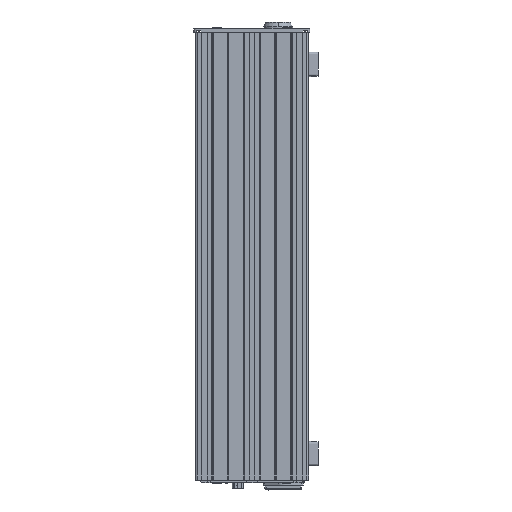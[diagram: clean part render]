
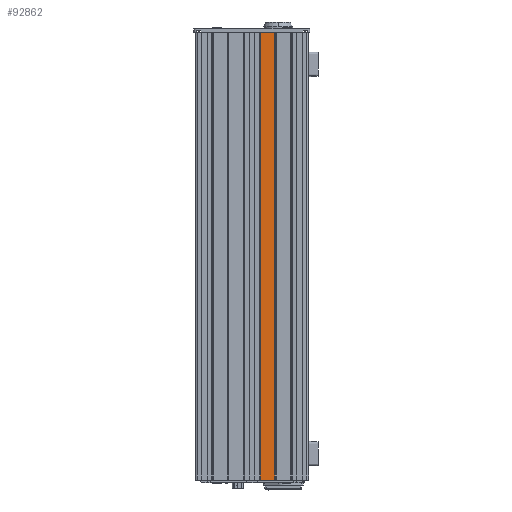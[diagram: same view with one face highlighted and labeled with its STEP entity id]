
A CAD part, left-side view. The second image highlights one B-rep face of the part: STEP entity #92862.
In plain terms, the highlighted planar face has unit normal (-1, 0, 0).
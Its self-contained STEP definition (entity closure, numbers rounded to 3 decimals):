
#3248 = LINE ( 'NONE', #102745, #27958 ) ;
#7491 = CARTESIAN_POINT ( 'NONE',  ( 0.1, 2.47, -340. ) ) ;
#8706 = LINE ( 'NONE', #84418, #118526 ) ;
#9534 = VECTOR ( 'NONE', #36809, 1000. ) ;
#18092 = CARTESIAN_POINT ( 'NONE',  ( 0.1, 37.52, 0. ) ) ;
#22625 = DIRECTION ( 'NONE',  ( 0., 1., 0. ) ) ;
#23466 = CARTESIAN_POINT ( 'NONE',  ( 0.1, 26.52, -340. ) ) ;
#23772 = DIRECTION ( 'NONE',  ( 0., 0., 1. ) ) ;
#27958 = VECTOR ( 'NONE', #112998, 1000. ) ;
#36809 = DIRECTION ( 'NONE',  ( 0., 0., 1. ) ) ;
#40679 = VERTEX_POINT ( 'NONE', #57044 ) ;
#46806 = ORIENTED_EDGE ( 'NONE', *, *, #85068, .T. ) ;
#57044 = CARTESIAN_POINT ( 'NONE',  ( 0.1, 26.52, -340. ) ) ;
#58072 = EDGE_CURVE ( 'NONE', #80798, #63474, #72760, .T. ) ;
#63047 = ORIENTED_EDGE ( 'NONE', *, *, #82880, .T. ) ;
#63474 = VERTEX_POINT ( 'NONE', #18092 ) ;
#66443 = ORIENTED_EDGE ( 'NONE', *, *, #58072, .F. ) ;
#69674 = DIRECTION ( 'NONE',  ( 1., 0., 0. ) ) ;
#72760 = LINE ( 'NONE', #104709, #101376 ) ;
#78532 = DIRECTION ( 'NONE',  ( 0., 0., -1. ) ) ;
#80798 = VERTEX_POINT ( 'NONE', #92699 ) ;
#82880 = EDGE_CURVE ( 'NONE', #40679, #87653, #96982, .T. ) ;
#84418 = CARTESIAN_POINT ( 'NONE',  ( 0.1, 2.47, 0. ) ) ;
#85068 = EDGE_CURVE ( 'NONE', #87653, #63474, #8706, .T. ) ;
#87653 = VERTEX_POINT ( 'NONE', #117173 ) ;
#92699 = CARTESIAN_POINT ( 'NONE',  ( 0.1, 37.52, -340. ) ) ;
#92862 = ADVANCED_FACE ( 'NONE', ( #94729 ), #130666, .F. ) ;
#94729 = FACE_OUTER_BOUND ( 'NONE', #122791, .T. ) ;
#96982 = LINE ( 'NONE', #23466, #9534 ) ;
#101376 = VECTOR ( 'NONE', #23772, 1000. ) ;
#102745 = CARTESIAN_POINT ( 'NONE',  ( 0.1, 2.47, -340. ) ) ;
#104709 = CARTESIAN_POINT ( 'NONE',  ( 0.1, 37.52, -340. ) ) ;
#106675 = AXIS2_PLACEMENT_3D ( 'NONE', #7491, #69674, #78532 ) ;
#112998 = DIRECTION ( 'NONE',  ( 0., 1., 0. ) ) ;
#117173 = CARTESIAN_POINT ( 'NONE',  ( 0.1, 26.52, 0. ) ) ;
#118526 = VECTOR ( 'NONE', #22625, 1000. ) ;
#122791 = EDGE_LOOP ( 'NONE', ( #123831, #63047, #46806, #66443 ) ) ;
#123831 = ORIENTED_EDGE ( 'NONE', *, *, #130053, .F. ) ;
#130053 = EDGE_CURVE ( 'NONE', #40679, #80798, #3248, .T. ) ;
#130666 = PLANE ( 'NONE',  #106675 ) ;
